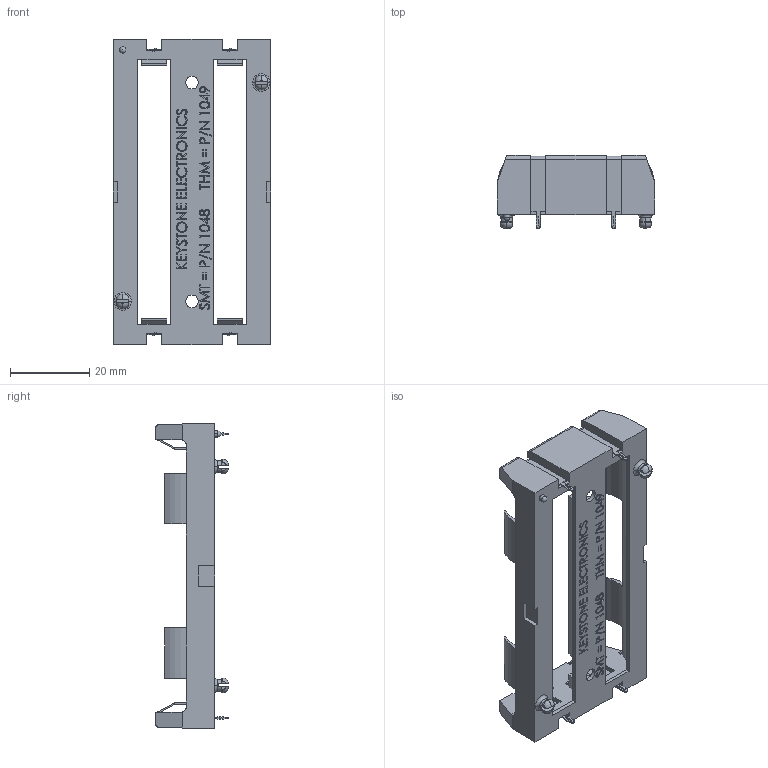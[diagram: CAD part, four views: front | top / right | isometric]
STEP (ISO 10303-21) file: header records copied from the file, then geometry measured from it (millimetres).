
FILE_DESCRIPTION (( 'STEP AP214' ), '1' );
FILE_NAME ('1049.STEP', '2013-03-27T16:08:23', ( 'Richard Maletta' ), ( '' ), 'SwSTEP 2.0', 'SolidWorks 2009', '' );
FILE_SCHEMA (( 'AUTOMOTIVE_DESIGN' ));
Length unit declared in the file: millimetre
Products named in the file (1): 1049
Bounding box: 39.78 x 18.39 x 77.06 mm (x, y, z)
Surface area: 10310.7 mm2 (no closed solid volume)
Topology: 0 solids, 9 shells, 786 faces, 2379 edges, 1583 vertices
Faces by surface type: plane 570, bspline 149, cylinder 54, torus 12, sphere 1
Entity records: 43382 total; most frequent: CARTESIAN_POINT 14651, ORIENTED_EDGE 4356, DIRECTION 3447, EDGE_CURVE 2377, VECTOR 1831, LINE 1831, VERTEX_POINT 1582, EDGE_LOOP 854
